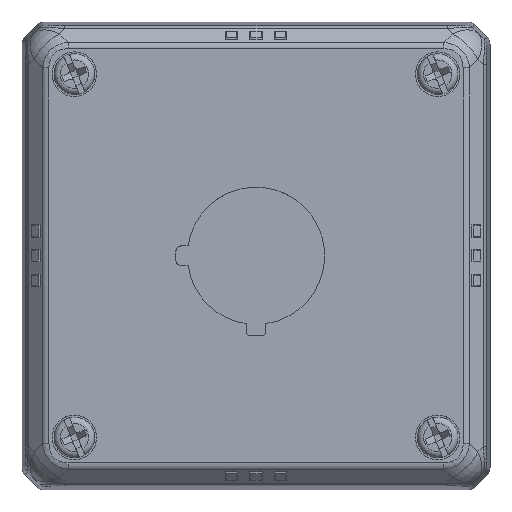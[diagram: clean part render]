
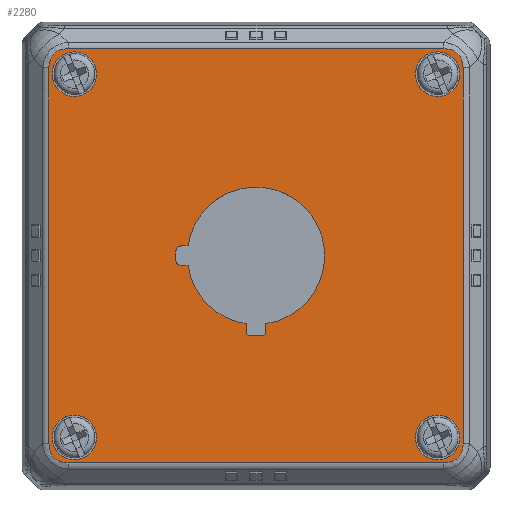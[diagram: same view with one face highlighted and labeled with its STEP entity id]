
A CAD part, top view. The second image highlights one B-rep face of the part: STEP entity #2280.
In plain terms, the highlighted planar face has unit normal (0, 0, 1).
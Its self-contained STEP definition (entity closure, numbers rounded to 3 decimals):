
#2280=ADVANCED_FACE('',(#3736,#3737,#3738,#3739,#3740,#3741),#3101,.T.);
#3101=PLANE('',#18724);
#3469=ELLIPSE('',#18710,7.98,4.5);
#3470=ELLIPSE('',#18711,7.98,4.5);
#3471=ELLIPSE('',#18712,7.98,4.5);
#3472=ELLIPSE('',#18713,7.98,4.5);
#3736=FACE_BOUND('',#4436,.T.);
#3737=FACE_BOUND('',#4437,.T.);
#3738=FACE_BOUND('',#4438,.T.);
#3739=FACE_BOUND('',#4439,.T.);
#3740=FACE_BOUND('',#4440,.T.);
#3741=FACE_BOUND('',#4441,.T.);
#4436=EDGE_LOOP('',(#8182,#8183,#8184,#8185,#8186,#8187,#8188,#8189));
#4437=EDGE_LOOP('',(#8190));
#4438=EDGE_LOOP('',(#8191));
#4439=EDGE_LOOP('',(#8192));
#4440=EDGE_LOOP('',(#8193));
#4441=EDGE_LOOP('',(#8194,#8195,#8196,#8197,#8198,#8199,#8200,#8201,#8202,
#8203,#8204,#8205));
#5391=CIRCLE('',#18714,3.625);
#5392=CIRCLE('',#18715,3.625);
#5393=CIRCLE('',#18716,3.625);
#5394=CIRCLE('',#18717,3.625);
#5395=CIRCLE('',#18718,0.8);
#5396=CIRCLE('',#18719,11.15);
#5397=CIRCLE('',#18720,0.8);
#5398=CIRCLE('',#18721,0.8);
#5399=CIRCLE('',#18722,11.15);
#5400=CIRCLE('',#18723,0.8);
#8182=ORIENTED_EDGE('',*,*,#13747,.T.);
#8183=ORIENTED_EDGE('',*,*,#13748,.T.);
#8184=ORIENTED_EDGE('',*,*,#13749,.T.);
#8185=ORIENTED_EDGE('',*,*,#13750,.T.);
#8186=ORIENTED_EDGE('',*,*,#13751,.T.);
#8187=ORIENTED_EDGE('',*,*,#13752,.T.);
#8188=ORIENTED_EDGE('',*,*,#13753,.T.);
#8189=ORIENTED_EDGE('',*,*,#13754,.T.);
#8190=ORIENTED_EDGE('',*,*,#13755,.F.);
#8191=ORIENTED_EDGE('',*,*,#13756,.F.);
#8192=ORIENTED_EDGE('',*,*,#13757,.F.);
#8193=ORIENTED_EDGE('',*,*,#13758,.F.);
#8194=ORIENTED_EDGE('',*,*,#13759,.F.);
#8195=ORIENTED_EDGE('',*,*,#13760,.T.);
#8196=ORIENTED_EDGE('',*,*,#13761,.F.);
#8197=ORIENTED_EDGE('',*,*,#13762,.F.);
#8198=ORIENTED_EDGE('',*,*,#13763,.F.);
#8199=ORIENTED_EDGE('',*,*,#13764,.T.);
#8200=ORIENTED_EDGE('',*,*,#13765,.F.);
#8201=ORIENTED_EDGE('',*,*,#13766,.T.);
#8202=ORIENTED_EDGE('',*,*,#13767,.F.);
#8203=ORIENTED_EDGE('',*,*,#13768,.F.);
#8204=ORIENTED_EDGE('',*,*,#13769,.F.);
#8205=ORIENTED_EDGE('',*,*,#13770,.T.);
#11687=VERTEX_POINT('',#31493);
#11688=VERTEX_POINT('',#31494);
#11689=VERTEX_POINT('',#31496);
#11690=VERTEX_POINT('',#31498);
#11691=VERTEX_POINT('',#31500);
#11692=VERTEX_POINT('',#31502);
#11693=VERTEX_POINT('',#31504);
#11694=VERTEX_POINT('',#31506);
#11695=VERTEX_POINT('',#31509);
#11696=VERTEX_POINT('',#31511);
#11697=VERTEX_POINT('',#31513);
#11698=VERTEX_POINT('',#31515);
#11699=VERTEX_POINT('',#31517);
#11700=VERTEX_POINT('',#31518);
#11701=VERTEX_POINT('',#31520);
#11702=VERTEX_POINT('',#31522);
#11703=VERTEX_POINT('',#31524);
#11704=VERTEX_POINT('',#31526);
#11705=VERTEX_POINT('',#31528);
#11706=VERTEX_POINT('',#31530);
#11707=VERTEX_POINT('',#31532);
#11708=VERTEX_POINT('',#31534);
#11709=VERTEX_POINT('',#31536);
#11710=VERTEX_POINT('',#31538);
#13747=EDGE_CURVE('',#11687,#11688,#15642,.T.);
#13748=EDGE_CURVE('',#11688,#11689,#3469,.T.);
#13749=EDGE_CURVE('',#11689,#11690,#15643,.T.);
#13750=EDGE_CURVE('',#11690,#11691,#3470,.T.);
#13751=EDGE_CURVE('',#11691,#11692,#15644,.T.);
#13752=EDGE_CURVE('',#11692,#11693,#3471,.T.);
#13753=EDGE_CURVE('',#11693,#11694,#15645,.T.);
#13754=EDGE_CURVE('',#11694,#11687,#3472,.T.);
#13755=EDGE_CURVE('',#11695,#11695,#5391,.T.);
#13756=EDGE_CURVE('',#11696,#11696,#5392,.T.);
#13757=EDGE_CURVE('',#11697,#11697,#5393,.T.);
#13758=EDGE_CURVE('',#11698,#11698,#5394,.T.);
#13759=EDGE_CURVE('',#11699,#11700,#15646,.T.);
#13760=EDGE_CURVE('',#11699,#11701,#5395,.T.);
#13761=EDGE_CURVE('',#11702,#11701,#15647,.T.);
#13762=EDGE_CURVE('',#11703,#11702,#5396,.T.);
#13763=EDGE_CURVE('',#11704,#11703,#15648,.T.);
#13764=EDGE_CURVE('',#11704,#11705,#5397,.T.);
#13765=EDGE_CURVE('',#11706,#11705,#15649,.T.);
#13766=EDGE_CURVE('',#11706,#11707,#5398,.T.);
#13767=EDGE_CURVE('',#11708,#11707,#15650,.T.);
#13768=EDGE_CURVE('',#11709,#11708,#5399,.T.);
#13769=EDGE_CURVE('',#11710,#11709,#15651,.T.);
#13770=EDGE_CURVE('',#11710,#11700,#5400,.T.);
#15642=LINE('',#31492,#17135);
#15643=LINE('',#31497,#17136);
#15644=LINE('',#31501,#17137);
#15645=LINE('',#31505,#17138);
#15646=LINE('',#31516,#17139);
#15647=LINE('',#31521,#17140);
#15648=LINE('',#31525,#17141);
#15649=LINE('',#31529,#17142);
#15650=LINE('',#31533,#17143);
#15651=LINE('',#31537,#17144);
#17135=VECTOR('',#21997,1.);
#17136=VECTOR('',#22000,1.);
#17137=VECTOR('',#22003,1.);
#17138=VECTOR('',#22006,1.);
#17139=VECTOR('',#22017,1.);
#17140=VECTOR('',#22020,1.);
#17141=VECTOR('',#22023,1.);
#17142=VECTOR('',#22026,1.);
#17143=VECTOR('',#22029,1.);
#17144=VECTOR('',#22032,1.);
#18710=AXIS2_PLACEMENT_3D('',#31495,#21998,#21999);
#18711=AXIS2_PLACEMENT_3D('',#31499,#22001,#22002);
#18712=AXIS2_PLACEMENT_3D('',#31503,#22004,#22005);
#18713=AXIS2_PLACEMENT_3D('',#31507,#22007,#22008);
#18714=AXIS2_PLACEMENT_3D('',#31508,#22009,#22010);
#18715=AXIS2_PLACEMENT_3D('',#31510,#22011,#22012);
#18716=AXIS2_PLACEMENT_3D('',#31512,#22013,#22014);
#18717=AXIS2_PLACEMENT_3D('',#31514,#22015,#22016);
#18718=AXIS2_PLACEMENT_3D('',#31519,#22018,#22019);
#18719=AXIS2_PLACEMENT_3D('',#31523,#22021,#22022);
#18720=AXIS2_PLACEMENT_3D('',#31527,#22024,#22025);
#18721=AXIS2_PLACEMENT_3D('',#31531,#22027,#22028);
#18722=AXIS2_PLACEMENT_3D('',#31535,#22030,#22031);
#18723=AXIS2_PLACEMENT_3D('',#31539,#22033,#22034);
#18724=AXIS2_PLACEMENT_3D('',#31540,#22035,#22036);
#21997=DIRECTION('',(1.,0.,0.));
#21998=DIRECTION('',(0.,0.,1.));
#21999=DIRECTION('',(0.707,-0.707,0.));
#22000=DIRECTION('',(0.,1.,0.));
#22001=DIRECTION('',(0.,0.,1.));
#22002=DIRECTION('',(-0.707,-0.707,0.));
#22003=DIRECTION('',(-1.,0.,0.));
#22004=DIRECTION('',(0.,0.,1.));
#22005=DIRECTION('',(0.707,-0.707,0.));
#22006=DIRECTION('',(0.,-1.,0.));
#22007=DIRECTION('',(0.,0.,1.));
#22008=DIRECTION('',(-0.707,-0.707,0.));
#22009=DIRECTION('',(0.,0.,1.));
#22010=DIRECTION('',(0.,-1.,0.));
#22011=DIRECTION('',(0.,0.,1.));
#22012=DIRECTION('',(0.,-1.,0.));
#22013=DIRECTION('',(0.,0.,1.));
#22014=DIRECTION('',(0.,-1.,0.));
#22015=DIRECTION('',(0.,0.,1.));
#22016=DIRECTION('',(0.,-1.,0.));
#22017=DIRECTION('',(1.,0.,0.));
#22018=DIRECTION('',(0.,0.,-1.));
#22019=DIRECTION('',(1.,0.,0.));
#22020=DIRECTION('',(0.,-1.,0.));
#22021=DIRECTION('',(0.,0.,1.));
#22022=DIRECTION('',(1.,0.,0.));
#22023=DIRECTION('',(1.,0.,0.));
#22024=DIRECTION('',(0.,0.,-1.));
#22025=DIRECTION('',(1.,0.,0.));
#22026=DIRECTION('',(0.,-1.,0.));
#22027=DIRECTION('',(0.,0.,-1.));
#22028=DIRECTION('',(1.,0.,0.));
#22029=DIRECTION('',(-1.,0.,0.));
#22030=DIRECTION('',(0.,0.,1.));
#22031=DIRECTION('',(1.,0.,0.));
#22032=DIRECTION('',(0.,1.,0.));
#22033=DIRECTION('',(0.,0.,-1.));
#22034=DIRECTION('',(1.,0.,0.));
#22035=DIRECTION('',(0.,0.,1.));
#22036=DIRECTION('',(1.,0.,0.));
#31492=CARTESIAN_POINT('',(-38.,98.374,58.95));
#31493=CARTESIAN_POINT('',(-30.5,98.374,58.95));
#31494=CARTESIAN_POINT('',(30.5,98.374,58.95));
#31495=CARTESIAN_POINT('',(27.148,104.852,58.95));
#31496=CARTESIAN_POINT('',(33.626,101.5,58.95));
#31497=CARTESIAN_POINT('',(33.626,94.,58.95));
#31498=CARTESIAN_POINT('',(33.626,162.5,58.95));
#31499=CARTESIAN_POINT('',(27.148,159.148,58.95));
#31500=CARTESIAN_POINT('',(30.5,165.626,58.95));
#31501=CARTESIAN_POINT('',(-38.,165.626,58.95));
#31502=CARTESIAN_POINT('',(-30.5,165.626,58.95));
#31503=CARTESIAN_POINT('',(-27.148,159.148,58.95));
#31504=CARTESIAN_POINT('',(-33.626,162.5,58.95));
#31505=CARTESIAN_POINT('',(-33.626,94.,58.95));
#31506=CARTESIAN_POINT('',(-33.626,101.5,58.95));
#31507=CARTESIAN_POINT('',(-27.148,104.852,58.95));
#31508=CARTESIAN_POINT('',(-29.5,161.5,58.95));
#31509=CARTESIAN_POINT('',(-29.5,157.875,58.95));
#31510=CARTESIAN_POINT('',(29.5,161.5,58.95));
#31511=CARTESIAN_POINT('',(29.5,157.875,58.95));
#31512=CARTESIAN_POINT('',(29.5,102.5,58.95));
#31513=CARTESIAN_POINT('',(29.5,98.875,58.95));
#31514=CARTESIAN_POINT('',(-29.5,102.5,58.95));
#31515=CARTESIAN_POINT('',(-29.5,98.875,58.95));
#31516=CARTESIAN_POINT('',(-1.6,119.,58.95));
#31517=CARTESIAN_POINT('',(-0.8,119.,58.95));
#31518=CARTESIAN_POINT('',(0.8,119.,58.95));
#31519=CARTESIAN_POINT('',(-0.8,119.8,58.95));
#31520=CARTESIAN_POINT('',(-1.6,119.8,58.95));
#31521=CARTESIAN_POINT('',(-1.6,120.965,58.95));
#31522=CARTESIAN_POINT('',(-1.6,120.965,58.95));
#31523=CARTESIAN_POINT('',(0.,132.,58.95));
#31524=CARTESIAN_POINT('',(-11.035,130.4,58.95));
#31525=CARTESIAN_POINT('',(-13.,130.4,58.95));
#31526=CARTESIAN_POINT('',(-12.2,130.4,58.95));
#31527=CARTESIAN_POINT('',(-12.2,131.2,58.95));
#31528=CARTESIAN_POINT('',(-13.,131.2,58.95));
#31529=CARTESIAN_POINT('',(-13.,133.6,58.95));
#31530=CARTESIAN_POINT('',(-13.,132.8,58.95));
#31531=CARTESIAN_POINT('',(-12.2,132.8,58.95));
#31532=CARTESIAN_POINT('',(-12.2,133.6,58.95));
#31533=CARTESIAN_POINT('',(-11.035,133.6,58.95));
#31534=CARTESIAN_POINT('',(-11.035,133.6,58.95));
#31535=CARTESIAN_POINT('',(0.,132.,58.95));
#31536=CARTESIAN_POINT('',(1.6,120.965,58.95));
#31537=CARTESIAN_POINT('',(1.6,119.,58.95));
#31538=CARTESIAN_POINT('',(1.6,119.8,58.95));
#31539=CARTESIAN_POINT('',(0.8,119.8,58.95));
#31540=CARTESIAN_POINT('',(-38.,94.,58.95));
